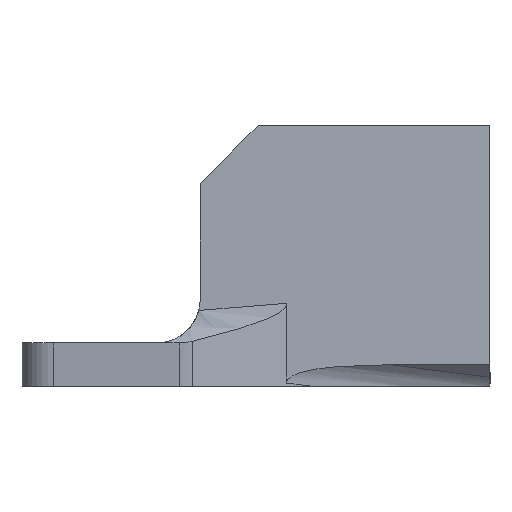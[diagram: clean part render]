
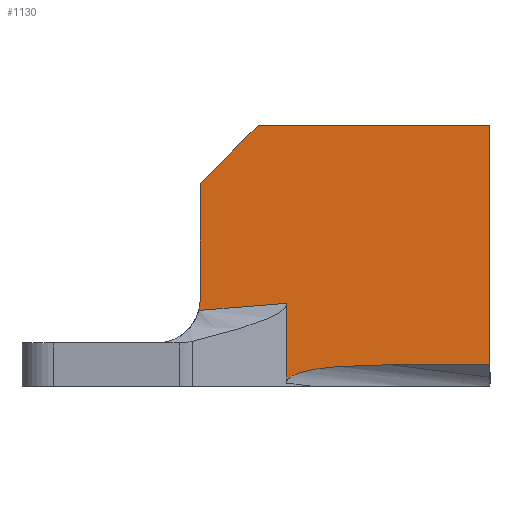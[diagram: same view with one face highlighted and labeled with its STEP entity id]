
A CAD part, front view. The second image highlights one B-rep face of the part: STEP entity #1130.
In plain terms, the highlighted planar face has unit normal (0, -1, 0).
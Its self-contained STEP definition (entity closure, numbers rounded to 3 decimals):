
#81 = ORIENTED_EDGE ( 'NONE', *, *, #445, .F. ) ;
#105 = CARTESIAN_POINT ( 'NONE',  ( -2., -2.75, 5. ) ) ;
#107 = CIRCLE ( 'NONE', #1299, 3. ) ;
#120 = AXIS2_PLACEMENT_3D ( 'NONE', #968, #518, #1690 ) ;
#152 = B_SPLINE_CURVE_WITH_KNOTS ( 'NONE', 3,
 ( #1540, #682, #1113, #1343 ),
 .UNSPECIFIED., .F., .F.,
 ( 4, 4 ),
 ( 0., 0.006 ),
 .UNSPECIFIED. ) ;
#165 = VERTEX_POINT ( 'NONE', #1307 ) ;
#172 = LINE ( 'NONE', #273, #1582 ) ;
#184 = EDGE_CURVE ( 'NONE', #165, #1701, #1568, .T. ) ;
#243 = DIRECTION ( 'NONE',  ( 0., 0., 1. ) ) ;
#258 = ORIENTED_EDGE ( 'NONE', *, *, #690, .F. ) ;
#273 = CARTESIAN_POINT ( 'NONE',  ( 21., -2.75, 17. ) ) ;
#275 = VECTOR ( 'NONE', #243, 1000. ) ;
#338 = CARTESIAN_POINT ( 'NONE',  ( 14.135, -2.75, 0.5 ) ) ;
#342 = EDGE_CURVE ( 'NONE', #524, #1477, #980, .T. ) ;
#367 = CARTESIAN_POINT ( 'NONE',  ( 1., -2.75, 5. ) ) ;
#403 = EDGE_LOOP ( 'NONE', ( #1295, #1474, #1255, #1215, #454, #81, #651, #991, #258 ) ) ;
#429 = EDGE_CURVE ( 'NONE', #496, #165, #1621, .T. ) ;
#445 = EDGE_CURVE ( 'NONE', #496, #480, #1830, .T. ) ;
#454 = ORIENTED_EDGE ( 'NONE', *, *, #1306, .T. ) ;
#480 = VERTEX_POINT ( 'NONE', #687 ) ;
#496 = VERTEX_POINT ( 'NONE', #1273 ) ;
#518 = DIRECTION ( 'NONE',  ( 0., 1., 0. ) ) ;
#519 = CARTESIAN_POINT ( 'NONE',  ( 6.973, -2.75, -0.766 ) ) ;
#524 = VERTEX_POINT ( 'NONE', #1765 ) ;
#533 = DIRECTION ( 'NONE',  ( -1., 0., 0. ) ) ;
#542 = DIRECTION ( 'NONE',  ( 1., 0., 0. ) ) ;
#637 = EDGE_CURVE ( 'NONE', #1477, #902, #1434, .T. ) ;
#641 = CARTESIAN_POINT ( 'NONE',  ( 0.903, -2.75, 4.243 ) ) ;
#651 = ORIENTED_EDGE ( 'NONE', *, *, #429, .T. ) ;
#655 = EDGE_CURVE ( 'NONE', #902, #1782, #107, .T. ) ;
#682 = CARTESIAN_POINT ( 'NONE',  ( 2.921, -2.75, 4.467 ) ) ;
#687 = CARTESIAN_POINT ( 'NONE',  ( 6.973, -2.75, 4.735 ) ) ;
#690 = EDGE_CURVE ( 'NONE', #765, #1701, #172, .T. ) ;
#765 = VERTEX_POINT ( 'NONE', #1636 ) ;
#901 = LINE ( 'NONE', #1706, #1336 ) ;
#902 = VERTEX_POINT ( 'NONE', #367 ) ;
#933 = CARTESIAN_POINT ( 'NONE',  ( 21., -2.75, 0.5 ) ) ;
#938 = CARTESIAN_POINT ( 'NONE',  ( 6.973, -2.75, -16.067 ) ) ;
#942 = CARTESIAN_POINT ( 'NONE',  ( 21., -2.75, 0.5 ) ) ;
#968 = CARTESIAN_POINT ( 'NONE',  ( 21., -2.75, 17. ) ) ;
#980 = LINE ( 'NONE', #1205, #1563 ) ;
#991 = ORIENTED_EDGE ( 'NONE', *, *, #184, .T. ) ;
#1075 = DIRECTION ( 'NONE',  ( -0.707, 0., -0.707 ) ) ;
#1088 = CARTESIAN_POINT ( 'NONE',  ( 6.973, -2.75, 0.055 ) ) ;
#1113 = CARTESIAN_POINT ( 'NONE',  ( 4.945, -2.75, 4.62 ) ) ;
#1130 = ADVANCED_FACE ( 'NONE', ( #1536 ), #1415, .F. ) ;
#1148 = DIRECTION ( 'NONE',  ( 0., 1., 0. ) ) ;
#1173 = CARTESIAN_POINT ( 'NONE',  ( 1., -2.75, 13. ) ) ;
#1205 = CARTESIAN_POINT ( 'NONE',  ( 5., -2.75, 17. ) ) ;
#1215 = ORIENTED_EDGE ( 'NONE', *, *, #655, .T. ) ;
#1223 = CARTESIAN_POINT ( 'NONE',  ( 9.49, -2.75, 0.5 ) ) ;
#1255 = ORIENTED_EDGE ( 'NONE', *, *, #637, .T. ) ;
#1273 = CARTESIAN_POINT ( 'NONE',  ( 6.973, -2.75, -0.766 ) ) ;
#1295 = ORIENTED_EDGE ( 'NONE', *, *, #1763, .F. ) ;
#1299 = AXIS2_PLACEMENT_3D ( 'NONE', #105, #1148, #533 ) ;
#1306 = EDGE_CURVE ( 'NONE', #1782, #480, #152, .T. ) ;
#1307 = CARTESIAN_POINT ( 'NONE',  ( 14.135, -2.75, 0.5 ) ) ;
#1336 = VECTOR ( 'NONE', #542, 1000. ) ;
#1343 = CARTESIAN_POINT ( 'NONE',  ( 6.973, -2.75, 4.735 ) ) ;
#1410 = CARTESIAN_POINT ( 'NONE',  ( 1., -2.75, 17. ) ) ;
#1415 = PLANE ( 'NONE',  #120 ) ;
#1434 = LINE ( 'NONE', #1410, #1792 ) ;
#1442 = VECTOR ( 'NONE', #1641, 1000. ) ;
#1457 = DIRECTION ( 'NONE',  ( 0., 0., -1. ) ) ;
#1474 = ORIENTED_EDGE ( 'NONE', *, *, #342, .T. ) ;
#1477 = VERTEX_POINT ( 'NONE', #1173 ) ;
#1536 = FACE_OUTER_BOUND ( 'NONE', #403, .T. ) ;
#1540 = CARTESIAN_POINT ( 'NONE',  ( 0.903, -2.75, 4.243 ) ) ;
#1563 = VECTOR ( 'NONE', #1075, 1000. ) ;
#1568 = LINE ( 'NONE', #933, #1442 ) ;
#1582 = VECTOR ( 'NONE', #1457, 1000. ) ;
#1621 =( BOUNDED_CURVE ( )  B_SPLINE_CURVE ( 3, ( #519, #1088, #1223, #338 ),
 .UNSPECIFIED., .F., .T. ) 
 B_SPLINE_CURVE_WITH_KNOTS ( ( 4, 4 ),
 ( 6.268, 7.061 ),
 .UNSPECIFIED. ) 
 CURVE ( )  GEOMETRIC_REPRESENTATION_ITEM ( )  RATIONAL_B_SPLINE_CURVE ( ( 1., 0.948, 0.948, 1. ) ) 
 REPRESENTATION_ITEM ( '' )  );
#1636 = CARTESIAN_POINT ( 'NONE',  ( 21., -2.75, 17. ) ) ;
#1641 = DIRECTION ( 'NONE',  ( 1., 0., 0. ) ) ;
#1678 = DIRECTION ( 'NONE',  ( 0., 0., -1. ) ) ;
#1690 = DIRECTION ( 'NONE',  ( -1., 0., 0. ) ) ;
#1701 = VERTEX_POINT ( 'NONE', #942 ) ;
#1706 = CARTESIAN_POINT ( 'NONE',  ( 21., -2.75, 17. ) ) ;
#1763 = EDGE_CURVE ( 'NONE', #524, #765, #901, .T. ) ;
#1765 = CARTESIAN_POINT ( 'NONE',  ( 5., -2.75, 17. ) ) ;
#1782 = VERTEX_POINT ( 'NONE', #641 ) ;
#1792 = VECTOR ( 'NONE', #1678, 1000. ) ;
#1830 = LINE ( 'NONE', #938, #275 ) ;
